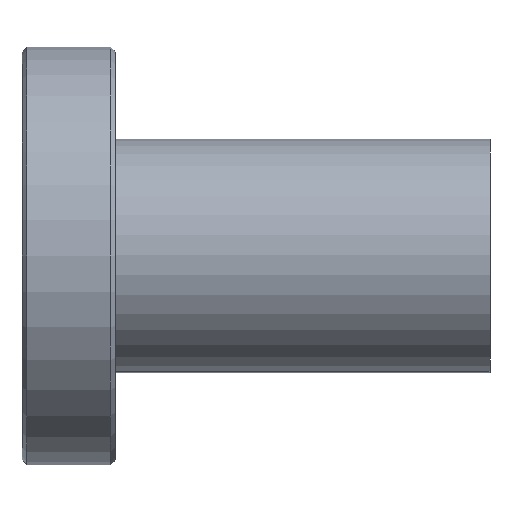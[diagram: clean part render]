
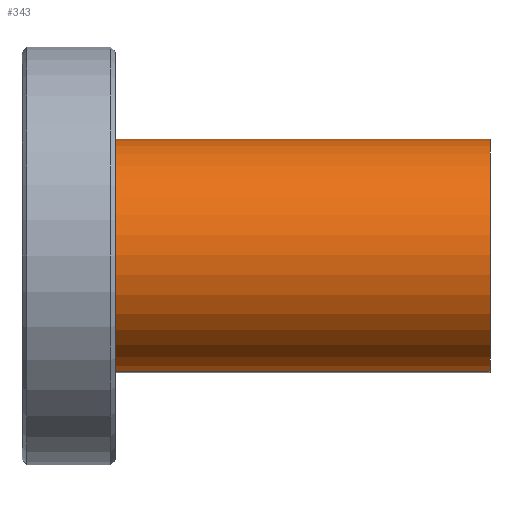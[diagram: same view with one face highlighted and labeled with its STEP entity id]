
A CAD part, left-side view. The second image highlights one B-rep face of the part: STEP entity #343.
In plain terms, the highlighted cylindrical face has radius 9.525 mm (diameter 19.05 mm), a partial arc.
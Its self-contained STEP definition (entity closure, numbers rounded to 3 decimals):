
#80 = VECTOR ( 'NONE', #1741, 1000. ) ;
#87 = VERTEX_POINT ( 'NONE', #597 ) ;
#172 = ORIENTED_EDGE ( 'NONE', *, *, #285, .F. ) ;
#184 = CIRCLE ( 'NONE', #1400, 9.525 ) ;
#195 = EDGE_CURVE ( 'NONE', #1635, #1288, #184, .T. ) ;
#210 = LINE ( 'NONE', #551, #641 ) ;
#281 = CARTESIAN_POINT ( 'NONE',  ( 0., 0., 9.525 ) ) ;
#285 = EDGE_CURVE ( 'NONE', #87, #1288, #210, .T. ) ;
#315 = ORIENTED_EDGE ( 'NONE', *, *, #195, .T. ) ;
#343 = ADVANCED_FACE ( 'NONE', ( #586 ), #1178, .T. ) ;
#414 = DIRECTION ( 'NONE',  ( 0., 0., 1. ) ) ;
#426 = CARTESIAN_POINT ( 'NONE',  ( 0., 33.4, -9.525 ) ) ;
#454 = EDGE_CURVE ( 'NONE', #1015, #87, #668, .T. ) ;
#551 = CARTESIAN_POINT ( 'NONE',  ( 0., 33.4, 9.525 ) ) ;
#586 = FACE_OUTER_BOUND ( 'NONE', #1554, .T. ) ;
#597 = CARTESIAN_POINT ( 'NONE',  ( 0., 33.4, 9.525 ) ) ;
#641 = VECTOR ( 'NONE', #655, 1000. ) ;
#655 = DIRECTION ( 'NONE',  ( 0., -1., 0. ) ) ;
#668 = CIRCLE ( 'NONE', #2026, 9.525 ) ;
#720 = CARTESIAN_POINT ( 'NONE',  ( 0., 33.4, 0. ) ) ;
#888 = LINE ( 'NONE', #426, #80 ) ;
#940 = CARTESIAN_POINT ( 'NONE',  ( 0., 33.4, -9.525 ) ) ;
#941 = DIRECTION ( 'NONE',  ( 0., 1., 0. ) ) ;
#959 = CARTESIAN_POINT ( 'NONE',  ( 0., 0., -9.525 ) ) ;
#985 = DIRECTION ( 'NONE',  ( 0., 1., 0. ) ) ;
#1015 = VERTEX_POINT ( 'NONE', #940 ) ;
#1149 = DIRECTION ( 'NONE',  ( 0., 0., 1. ) ) ;
#1169 = CARTESIAN_POINT ( 'NONE',  ( 0., 0., 0. ) ) ;
#1178 = CYLINDRICAL_SURFACE ( 'NONE', #1801, 9.525 ) ;
#1288 = VERTEX_POINT ( 'NONE', #281 ) ;
#1400 = AXIS2_PLACEMENT_3D ( 'NONE', #1169, #985, #414 ) ;
#1435 = CARTESIAN_POINT ( 'NONE',  ( 0., 33.4, 0. ) ) ;
#1493 = ORIENTED_EDGE ( 'NONE', *, *, #2022, .T. ) ;
#1544 = DIRECTION ( 'NONE',  ( 0., -1., 0. ) ) ;
#1554 = EDGE_LOOP ( 'NONE', ( #172, #1735, #1493, #315 ) ) ;
#1635 = VERTEX_POINT ( 'NONE', #959 ) ;
#1688 = DIRECTION ( 'NONE',  ( 0., 0., -1. ) ) ;
#1735 = ORIENTED_EDGE ( 'NONE', *, *, #454, .F. ) ;
#1741 = DIRECTION ( 'NONE',  ( 0., -1., 0. ) ) ;
#1801 = AXIS2_PLACEMENT_3D ( 'NONE', #720, #1544, #1688 ) ;
#2022 = EDGE_CURVE ( 'NONE', #1015, #1635, #888, .T. ) ;
#2026 = AXIS2_PLACEMENT_3D ( 'NONE', #1435, #941, #1149 ) ;
